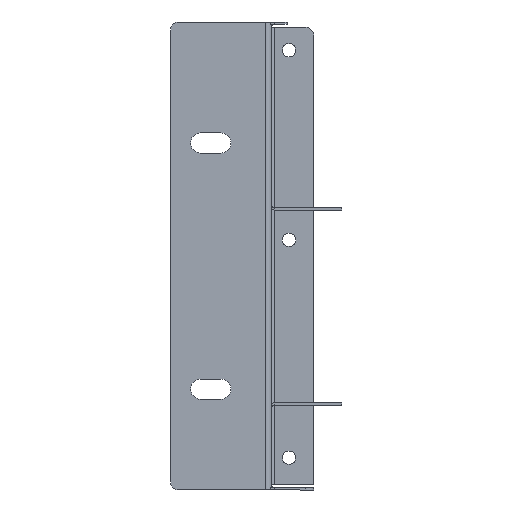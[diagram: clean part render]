
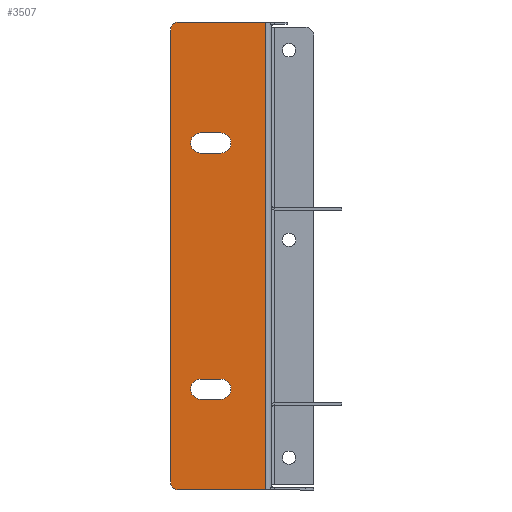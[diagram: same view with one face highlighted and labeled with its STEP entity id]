
A CAD part, front view. The second image highlights one B-rep face of the part: STEP entity #3507.
In plain terms, the highlighted planar face has unit normal (0, -1, 0).
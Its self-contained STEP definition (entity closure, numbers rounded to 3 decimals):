
#14 = CARTESIAN_POINT ( 'NONE',  ( -12.5, -120., 30.5 ) ) ;
#18 = ORIENTED_EDGE ( 'NONE', *, *, #7811, .T. ) ;
#202 = CIRCLE ( 'NONE', #8381, 2.5 ) ;
#223 = CIRCLE ( 'NONE', #5823, 2.5 ) ;
#410 = ORIENTED_EDGE ( 'NONE', *, *, #10582, .T. ) ;
#552 = ORIENTED_EDGE ( 'NONE', *, *, #1650, .F. ) ;
#635 = LINE ( 'NONE', #2539, #7715 ) ;
#693 = DIRECTION ( 'NONE',  ( -1., 0., 0. ) ) ;
#743 = CARTESIAN_POINT ( 'NONE',  ( -23., -120., -58. ) ) ;
#761 = DIRECTION ( 'NONE',  ( 0., -1., 0. ) ) ;
#863 = EDGE_CURVE ( 'NONE', #7781, #12558, #12750, .T. ) ;
#872 = CIRCLE ( 'NONE', #1821, 2.5 ) ;
#1060 = CARTESIAN_POINT ( 'NONE',  ( -12.5, -120., 28. ) ) ;
#1386 = CARTESIAN_POINT ( 'NONE',  ( -17.5, -120., 25.5 ) ) ;
#1640 = VERTEX_POINT ( 'NONE', #4874 ) ;
#1650 = EDGE_CURVE ( 'NONE', #1640, #12608, #635, .T. ) ;
#1700 = ORIENTED_EDGE ( 'NONE', *, *, #13370, .T. ) ;
#1716 = DIRECTION ( 'NONE',  ( 0., 1., 0. ) ) ;
#1719 = CARTESIAN_POINT ( 'NONE',  ( -17.5, -120., -33. ) ) ;
#1821 = AXIS2_PLACEMENT_3D ( 'NONE', #13650, #6853, #10211 ) ;
#1894 = CIRCLE ( 'NONE', #10062, 2.5 ) ;
#1925 = DIRECTION ( 'NONE',  ( -1., 0., 0. ) ) ;
#1992 = FACE_BOUND ( 'NONE', #4819, .T. ) ;
#1995 = VECTOR ( 'NONE', #4127, 1000. ) ;
#2263 = EDGE_CURVE ( 'NONE', #12558, #8629, #7895, .T. ) ;
#2539 = CARTESIAN_POINT ( 'NONE',  ( -25., -120., -58. ) ) ;
#2619 = DIRECTION ( 'NONE',  ( 1., 0., 0. ) ) ;
#2634 = DIRECTION ( 'NONE',  ( 0., 1., 0. ) ) ;
#2770 = EDGE_CURVE ( 'NONE', #9214, #3574, #7596, .T. ) ;
#2807 = LINE ( 'NONE', #3554, #3293 ) ;
#2815 = DIRECTION ( 'NONE',  ( 0., 0., 1. ) ) ;
#2941 = ORIENTED_EDGE ( 'NONE', *, *, #863, .T. ) ;
#2955 = CARTESIAN_POINT ( 'NONE',  ( -17.5, -120., -35.5 ) ) ;
#2956 = DIRECTION ( 'NONE',  ( 0., 1., 0. ) ) ;
#3035 = FACE_BOUND ( 'NONE', #8738, .T. ) ;
#3069 = VECTOR ( 'NONE', #8853, 1000. ) ;
#3225 = CARTESIAN_POINT ( 'NONE',  ( -0.6, -120., 58. ) ) ;
#3241 = VECTOR ( 'NONE', #12212, 1000. ) ;
#3293 = VECTOR ( 'NONE', #10197, 1000. ) ;
#3323 = CARTESIAN_POINT ( 'NONE',  ( -17.5, -120., 28. ) ) ;
#3340 = CARTESIAN_POINT ( 'NONE',  ( -20., -120., -33. ) ) ;
#3507 = ADVANCED_FACE ( 'NONE', ( #3035, #1992, #7351 ), #11957, .T. ) ;
#3554 = CARTESIAN_POINT ( 'NONE',  ( -25., -120., 58. ) ) ;
#3574 = VERTEX_POINT ( 'NONE', #9005 ) ;
#3641 = AXIS2_PLACEMENT_3D ( 'NONE', #1719, #2956, #14004 ) ;
#3825 = VERTEX_POINT ( 'NONE', #13107 ) ;
#3827 = CARTESIAN_POINT ( 'NONE',  ( -1.337, -120., 0. ) ) ;
#4119 = CIRCLE ( 'NONE', #3641, 2.5 ) ;
#4127 = DIRECTION ( 'NONE',  ( 1., 0., 0. ) ) ;
#4375 = VECTOR ( 'NONE', #2815, 1000. ) ;
#4712 = VERTEX_POINT ( 'NONE', #4793 ) ;
#4793 = CARTESIAN_POINT ( 'NONE',  ( -25., -120., -56. ) ) ;
#4819 = EDGE_LOOP ( 'NONE', ( #410, #12791, #7670, #12892, #14399 ) ) ;
#4874 = CARTESIAN_POINT ( 'NONE',  ( -1.337, -120., -58. ) ) ;
#5002 = CARTESIAN_POINT ( 'NONE',  ( -17.5, -120., 30.5 ) ) ;
#5007 = ORIENTED_EDGE ( 'NONE', *, *, #13340, .T. ) ;
#5086 = ORIENTED_EDGE ( 'NONE', *, *, #9290, .T. ) ;
#5250 = EDGE_CURVE ( 'NONE', #1640, #3574, #11799, .T. ) ;
#5546 = LINE ( 'NONE', #11184, #3241 ) ;
#5606 = CARTESIAN_POINT ( 'NONE',  ( -25., -120., 56. ) ) ;
#5735 = VERTEX_POINT ( 'NONE', #10323 ) ;
#5823 = AXIS2_PLACEMENT_3D ( 'NONE', #3323, #10998, #12234 ) ;
#5847 = DIRECTION ( 'NONE',  ( -1., 0., 0. ) ) ;
#5849 = DIRECTION ( 'NONE',  ( -1., 0., 0. ) ) ;
#5864 = CARTESIAN_POINT ( 'NONE',  ( -17.5, -120., -35.5 ) ) ;
#5968 = EDGE_CURVE ( 'NONE', #8406, #8573, #5546, .T. ) ;
#6196 = CIRCLE ( 'NONE', #13675, 2. ) ;
#6385 = CARTESIAN_POINT ( 'NONE',  ( -17.5, -120., -30.5 ) ) ;
#6575 = VERTEX_POINT ( 'NONE', #13782 ) ;
#6713 = AXIS2_PLACEMENT_3D ( 'NONE', #9262, #12637, #2619 ) ;
#6853 = DIRECTION ( 'NONE',  ( 0., 1., 0. ) ) ;
#6941 = LINE ( 'NONE', #1386, #8345 ) ;
#7006 = DIRECTION ( 'NONE',  ( 1., 0., 0. ) ) ;
#7144 = CARTESIAN_POINT ( 'NONE',  ( -23., -120., -56. ) ) ;
#7351 = FACE_OUTER_BOUND ( 'NONE', #14396, .T. ) ;
#7550 = DIRECTION ( 'NONE',  ( 1., 0., 0. ) ) ;
#7596 = LINE ( 'NONE', #3225, #3069 ) ;
#7670 = ORIENTED_EDGE ( 'NONE', *, *, #5968, .T. ) ;
#7715 = VECTOR ( 'NONE', #12561, 1000. ) ;
#7781 = VERTEX_POINT ( 'NONE', #10577 ) ;
#7811 = EDGE_CURVE ( 'NONE', #4712, #12608, #6196, .T. ) ;
#7895 = CIRCLE ( 'NONE', #13972, 2.5 ) ;
#8098 = DIRECTION ( 'NONE',  ( 0., -1., 0. ) ) ;
#8345 = VECTOR ( 'NONE', #5847, 1000. ) ;
#8381 = AXIS2_PLACEMENT_3D ( 'NONE', #9363, #2634, #5849 ) ;
#8406 = VERTEX_POINT ( 'NONE', #5002 ) ;
#8573 = VERTEX_POINT ( 'NONE', #14 ) ;
#8629 = VERTEX_POINT ( 'NONE', #3340 ) ;
#8738 = EDGE_LOOP ( 'NONE', ( #12389, #5086, #10460, #5007, #2941 ) ) ;
#8853 = DIRECTION ( 'NONE',  ( 1., 0., 0. ) ) ;
#8880 = AXIS2_PLACEMENT_3D ( 'NONE', #10917, #761, #7550 ) ;
#9005 = CARTESIAN_POINT ( 'NONE',  ( -1.337, -120., 58. ) ) ;
#9214 = VERTEX_POINT ( 'NONE', #9398 ) ;
#9262 = CARTESIAN_POINT ( 'NONE',  ( -23., -120., 56. ) ) ;
#9290 = EDGE_CURVE ( 'NONE', #8629, #6575, #4119, .T. ) ;
#9363 = CARTESIAN_POINT ( 'NONE',  ( -17.5, -120., 28. ) ) ;
#9385 = EDGE_CURVE ( 'NONE', #6575, #11277, #9674, .T. ) ;
#9398 = CARTESIAN_POINT ( 'NONE',  ( -23., -120., 58. ) ) ;
#9674 = LINE ( 'NONE', #6385, #1995 ) ;
#9789 = CARTESIAN_POINT ( 'NONE',  ( -12.5, -120., -30.5 ) ) ;
#9884 = ORIENTED_EDGE ( 'NONE', *, *, #11886, .F. ) ;
#10062 = AXIS2_PLACEMENT_3D ( 'NONE', #1060, #11152, #13195 ) ;
#10197 = DIRECTION ( 'NONE',  ( 0., 0., 1. ) ) ;
#10211 = DIRECTION ( 'NONE',  ( -1., 0., 0. ) ) ;
#10278 = ORIENTED_EDGE ( 'NONE', *, *, #5250, .T. ) ;
#10323 = CARTESIAN_POINT ( 'NONE',  ( -17.5, -120., 25.5 ) ) ;
#10448 = CIRCLE ( 'NONE', #6713, 2. ) ;
#10460 = ORIENTED_EDGE ( 'NONE', *, *, #9385, .T. ) ;
#10577 = CARTESIAN_POINT ( 'NONE',  ( -12.5, -120., -35.5 ) ) ;
#10582 = EDGE_CURVE ( 'NONE', #5735, #3825, #223, .T. ) ;
#10917 = CARTESIAN_POINT ( 'NONE',  ( 0., -120., 0. ) ) ;
#10998 = DIRECTION ( 'NONE',  ( 0., 1., 0. ) ) ;
#11152 = DIRECTION ( 'NONE',  ( 0., 1., 0. ) ) ;
#11184 = CARTESIAN_POINT ( 'NONE',  ( -17.5, -120., 30.5 ) ) ;
#11277 = VERTEX_POINT ( 'NONE', #9789 ) ;
#11672 = ORIENTED_EDGE ( 'NONE', *, *, #2770, .F. ) ;
#11717 = EDGE_CURVE ( 'NONE', #8573, #14073, #1894, .T. ) ;
#11799 = LINE ( 'NONE', #3827, #4375 ) ;
#11886 = EDGE_CURVE ( 'NONE', #4712, #13169, #2807, .T. ) ;
#11957 = PLANE ( 'NONE',  #8880 ) ;
#12212 = DIRECTION ( 'NONE',  ( 1., 0., 0. ) ) ;
#12234 = DIRECTION ( 'NONE',  ( -1., 0., 0. ) ) ;
#12366 = CARTESIAN_POINT ( 'NONE',  ( -12.5, -120., 25.5 ) ) ;
#12389 = ORIENTED_EDGE ( 'NONE', *, *, #2263, .T. ) ;
#12558 = VERTEX_POINT ( 'NONE', #5864 ) ;
#12561 = DIRECTION ( 'NONE',  ( -1., 0., 0. ) ) ;
#12608 = VERTEX_POINT ( 'NONE', #743 ) ;
#12637 = DIRECTION ( 'NONE',  ( 0., -1., 0. ) ) ;
#12750 = LINE ( 'NONE', #2955, #13698 ) ;
#12791 = ORIENTED_EDGE ( 'NONE', *, *, #14280, .T. ) ;
#12892 = ORIENTED_EDGE ( 'NONE', *, *, #11717, .T. ) ;
#12954 = EDGE_CURVE ( 'NONE', #14073, #5735, #6941, .T. ) ;
#12971 = CARTESIAN_POINT ( 'NONE',  ( -17.5, -120., -33. ) ) ;
#13107 = CARTESIAN_POINT ( 'NONE',  ( -20., -120., 28. ) ) ;
#13169 = VERTEX_POINT ( 'NONE', #5606 ) ;
#13195 = DIRECTION ( 'NONE',  ( -1., 0., 0. ) ) ;
#13340 = EDGE_CURVE ( 'NONE', #11277, #7781, #872, .T. ) ;
#13370 = EDGE_CURVE ( 'NONE', #9214, #13169, #10448, .T. ) ;
#13650 = CARTESIAN_POINT ( 'NONE',  ( -12.5, -120., -33. ) ) ;
#13675 = AXIS2_PLACEMENT_3D ( 'NONE', #7144, #8098, #7006 ) ;
#13698 = VECTOR ( 'NONE', #693, 1000. ) ;
#13782 = CARTESIAN_POINT ( 'NONE',  ( -17.5, -120., -30.5 ) ) ;
#13972 = AXIS2_PLACEMENT_3D ( 'NONE', #12971, #1716, #1925 ) ;
#14004 = DIRECTION ( 'NONE',  ( -1., 0., 0. ) ) ;
#14073 = VERTEX_POINT ( 'NONE', #12366 ) ;
#14280 = EDGE_CURVE ( 'NONE', #3825, #8406, #202, .T. ) ;
#14396 = EDGE_LOOP ( 'NONE', ( #11672, #1700, #9884, #18, #552, #10278 ) ) ;
#14399 = ORIENTED_EDGE ( 'NONE', *, *, #12954, .T. ) ;
